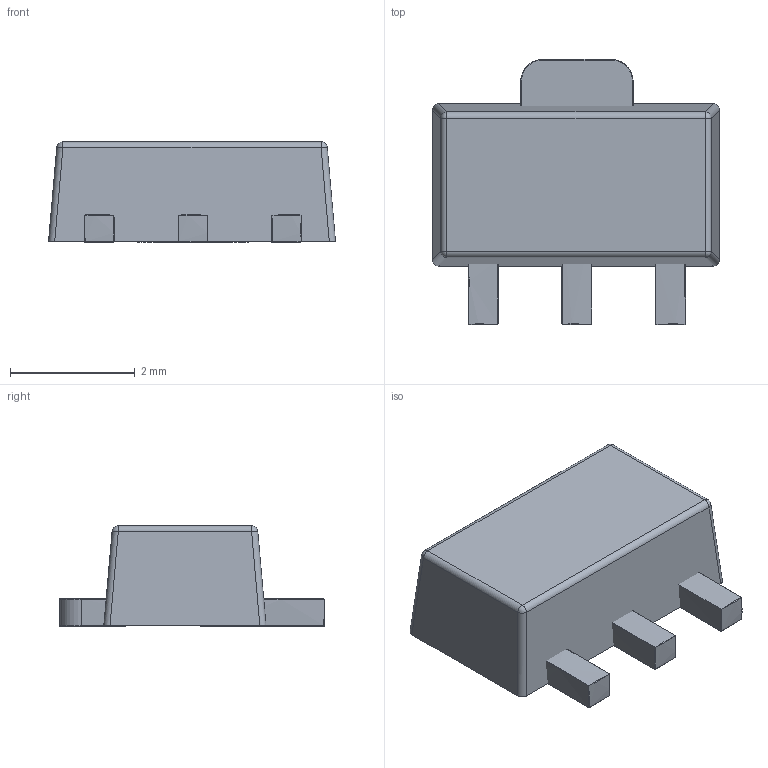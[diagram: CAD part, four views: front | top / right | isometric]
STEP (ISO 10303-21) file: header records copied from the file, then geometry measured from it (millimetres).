
FILE_DESCRIPTION (( 'STEP AP214' ), '1' );
FILE_NAME ('SW3dPS-SOT89.STEP', '2009-08-05T05:45:39', ( 'SysAdmin' ), ( 'SolidWorks' ), 'SwSTEP 2.0', 'SolidWorks 2009', '' );
FILE_SCHEMA (( 'AUTOMOTIVE_DESIGN' ));
Length unit declared in the file: millimetre
Products named in the file (3): SW3dPS-SOT89_SOT89-pinout_?? ?????????; SW3dPS-SOT89_SOT89-case_?? ?????????; SW3dPS-SOT89
Assembly tree (2 placements, depth 2):
  SW3dPS-SOT89
    SW3dPS-SOT89_SOT89-pinout_?? ?????????
    SW3dPS-SOT89_SOT89-case_?? ?????????
Bounding box: 4.6 x 4.25 x 1.61 mm (x, y, z)
Volume: 20.2 mm3; surface area: 62.9 mm2
Topology: 4 solids, 4 shells, 108 faces, 216 edges, 107 vertices
Faces by surface type: cylinder 56, plane 28, sphere 16, torus 8
Entity records: 2752 total; most frequent: DIRECTION 496, CARTESIAN_POINT 473, ORIENTED_EDGE 410, EDGE_CURVE 205, AXIS2_PLACEMENT_3D 190, VECTOR 116, LINE 116, FACE_OUTER_BOUND 108
